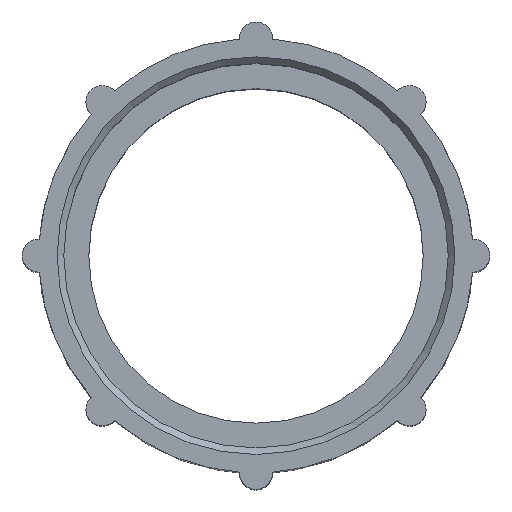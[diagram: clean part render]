
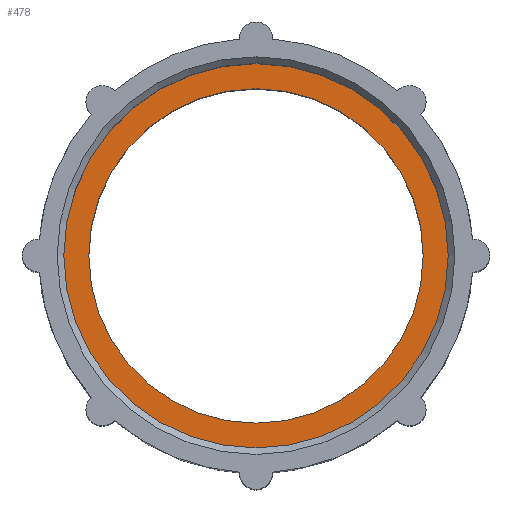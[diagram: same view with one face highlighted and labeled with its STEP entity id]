
A CAD part, top view. The second image highlights one B-rep face of the part: STEP entity #478.
In plain terms, the highlighted planar face has unit normal (0, 0, 1).
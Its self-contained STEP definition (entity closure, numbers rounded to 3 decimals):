
#125=FACE_BOUND($,#151,.T.);
#126=FACE_BOUND($,#152,.T.);
#151=EDGE_LOOP($,(#403));
#152=EDGE_LOOP($,(#404));
#176=CIRCLE($,#512,12.7);
#188=CIRCLE($,#528,14.6);
#212=VERTEX_POINT($,#733);
#256=VERTEX_POINT($,#1001);
#264=EDGE_CURVE($,#212,#212,#176,.T.);
#308=EDGE_CURVE($,#256,#256,#188,.T.);
#403=ORIENTED_EDGE($,*,*,#264,.F.);
#404=ORIENTED_EDGE($,*,*,#308,.T.);
#465=PLANE($,#538);
#478=ADVANCED_FACE($,(#125,#126),#465,.F.);
#512=AXIS2_PLACEMENT_3D($,#734,#593,#594);
#528=AXIS2_PLACEMENT_3D($,#1002,#641,#642);
#538=AXIS2_PLACEMENT_3D($,#1012,#661,#662);
#593=DIRECTION('center_axis',(0.,0.,1.));
#594=DIRECTION('ref_axis',(-1.,0.,0.));
#641=DIRECTION('center_axis',(0.,0.,1.));
#642=DIRECTION('ref_axis',(-1.,0.,0.));
#661=DIRECTION('center_axis',(0.,0.,-1.));
#662=DIRECTION('ref_axis',(-1.,0.,0.));
#733=CARTESIAN_POINT('',(12.7,0.,20.5));
#734=CARTESIAN_POINT('Origin',(0.,0.,20.5));
#1001=CARTESIAN_POINT('',(14.6,0.,20.5));
#1002=CARTESIAN_POINT('Origin',(0.,0.,20.5));
#1012=CARTESIAN_POINT('Origin',(0.,0.,20.5));
